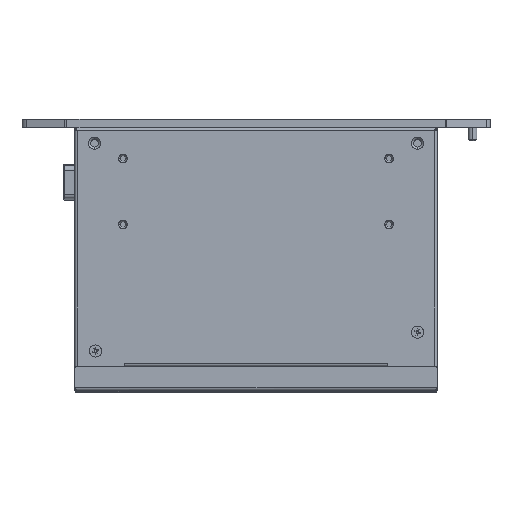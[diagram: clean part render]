
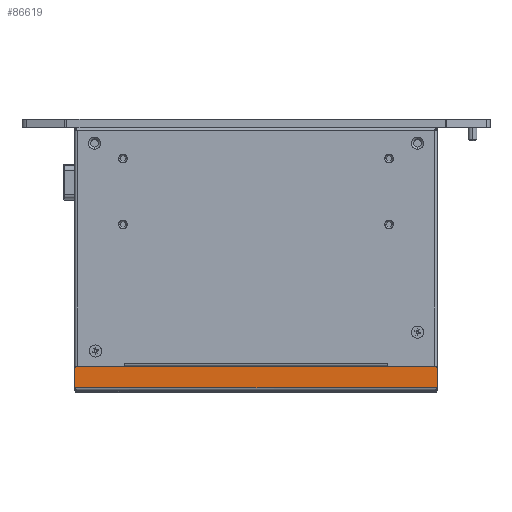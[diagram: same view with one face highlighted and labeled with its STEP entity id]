
A CAD part, front view. The second image highlights one B-rep face of the part: STEP entity #86619.
In plain terms, the highlighted planar face has unit normal (0, -1, 0).
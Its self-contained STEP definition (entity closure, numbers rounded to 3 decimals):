
#1598 = VERTEX_POINT ( 'NONE', #1875 ) ;
#1875 = CARTESIAN_POINT ( 'NONE',  ( -134.278, -32.1, -170.057 ) ) ;
#2191 = PLANE ( 'NONE',  #63619 ) ;
#2598 = DIRECTION ( 'NONE',  ( 0., 1., 0. ) ) ;
#5637 = VECTOR ( 'NONE', #90740, 1000. ) ;
#8717 = LINE ( 'NONE', #12357, #5637 ) ;
#12357 = CARTESIAN_POINT ( 'NONE',  ( -135.378, -32.1, -179.657 ) ) ;
#18616 = VERTEX_POINT ( 'NONE', #66829 ) ;
#20977 = ORIENTED_EDGE ( 'NONE', *, *, #77578, .T. ) ;
#21646 = CIRCLE ( 'NONE', #102496, 1.1 ) ;
#21771 = LINE ( 'NONE', #26574, #73606 ) ;
#26574 = CARTESIAN_POINT ( 'NONE',  ( -134.178, -32.1, -179.657 ) ) ;
#30834 = CARTESIAN_POINT ( 'NONE',  ( -134.278, -32.1, -171.157 ) ) ;
#37387 = ORIENTED_EDGE ( 'NONE', *, *, #85420, .F. ) ;
#38221 = DIRECTION ( 'NONE',  ( -1., 0., 0. ) ) ;
#40075 = LINE ( 'NONE', #81167, #88795 ) ;
#40611 = DIRECTION ( 'NONE',  ( 0., 0., 1. ) ) ;
#44088 = VERTEX_POINT ( 'NONE', #83591 ) ;
#49509 = EDGE_LOOP ( 'NONE', ( #20977, #102094, #121666, #37387, #64191, #54209 ) ) ;
#53098 = DIRECTION ( 'NONE',  ( 0., -1., 0. ) ) ;
#53756 = VERTEX_POINT ( 'NONE', #95274 ) ;
#54020 = EDGE_CURVE ( 'NONE', #18616, #53756, #40075, .T. ) ;
#54209 = ORIENTED_EDGE ( 'NONE', *, *, #71813, .T. ) ;
#60992 = CARTESIAN_POINT ( 'NONE',  ( -52.878, -32.1, -179.857 ) ) ;
#61276 = LINE ( 'NONE', #125096, #84157 ) ;
#63619 = AXIS2_PLACEMENT_3D ( 'NONE', #60992, #2598, #70787 ) ;
#64191 = ORIENTED_EDGE ( 'NONE', *, *, #54020, .T. ) ;
#64407 = CARTESIAN_POINT ( 'NONE',  ( -135.378, -32.1, -171.157 ) ) ;
#65714 = DIRECTION ( 'NONE',  ( -1., 0., 0. ) ) ;
#65780 = VERTEX_POINT ( 'NONE', #85322 ) ;
#66829 = CARTESIAN_POINT ( 'NONE',  ( 29.622, -32.1, -179.657 ) ) ;
#70787 = DIRECTION ( 'NONE',  ( 0., 0., 1. ) ) ;
#71813 = EDGE_CURVE ( 'NONE', #53756, #65780, #21646, .T. ) ;
#73606 = VECTOR ( 'NONE', #65714, 1000. ) ;
#77578 = EDGE_CURVE ( 'NONE', #65780, #1598, #61276, .T. ) ;
#81167 = CARTESIAN_POINT ( 'NONE',  ( 29.622, -32.1, -179.657 ) ) ;
#83591 = CARTESIAN_POINT ( 'NONE',  ( -135.378, -32.1, -179.657 ) ) ;
#84157 = VECTOR ( 'NONE', #38221, 1000. ) ;
#85322 = CARTESIAN_POINT ( 'NONE',  ( 28.522, -32.1, -170.057 ) ) ;
#85420 = EDGE_CURVE ( 'NONE', #18616, #44088, #21771, .T. ) ;
#86619 = ADVANCED_FACE ( 'NONE', ( #115634 ), #2191, .F. ) ;
#88160 = EDGE_CURVE ( 'NONE', #1598, #103985, #110396, .T. ) ;
#88795 = VECTOR ( 'NONE', #90900, 1000. ) ;
#90740 = DIRECTION ( 'NONE',  ( 0., 0., 1. ) ) ;
#90900 = DIRECTION ( 'NONE',  ( 0., 0., 1. ) ) ;
#95274 = CARTESIAN_POINT ( 'NONE',  ( 29.622, -32.1, -171.157 ) ) ;
#98909 = DIRECTION ( 'NONE',  ( 0., -1., 0. ) ) ;
#102094 = ORIENTED_EDGE ( 'NONE', *, *, #88160, .T. ) ;
#102496 = AXIS2_PLACEMENT_3D ( 'NONE', #111435, #53098, #121280 ) ;
#103985 = VERTEX_POINT ( 'NONE', #64407 ) ;
#110396 = CIRCLE ( 'NONE', #124329, 1.1 ) ;
#111435 = CARTESIAN_POINT ( 'NONE',  ( 28.522, -32.1, -171.157 ) ) ;
#115634 = FACE_OUTER_BOUND ( 'NONE', #49509, .T. ) ;
#119176 = EDGE_CURVE ( 'NONE', #44088, #103985, #8717, .T. ) ;
#121280 = DIRECTION ( 'NONE',  ( 0., 0., 1. ) ) ;
#121666 = ORIENTED_EDGE ( 'NONE', *, *, #119176, .F. ) ;
#124329 = AXIS2_PLACEMENT_3D ( 'NONE', #30834, #98909, #40611 ) ;
#125096 = CARTESIAN_POINT ( 'NONE',  ( -52.878, -32.1, -170.057 ) ) ;
